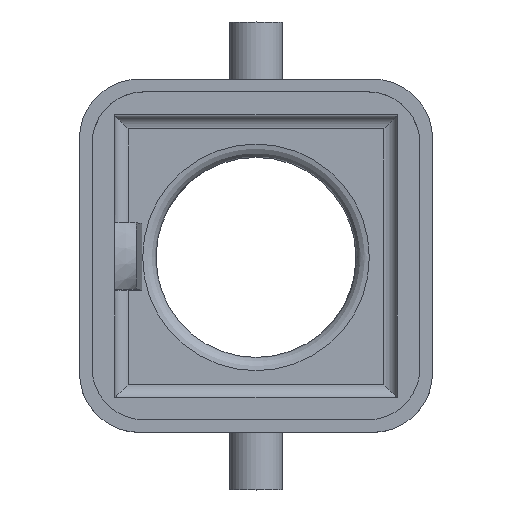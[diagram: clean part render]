
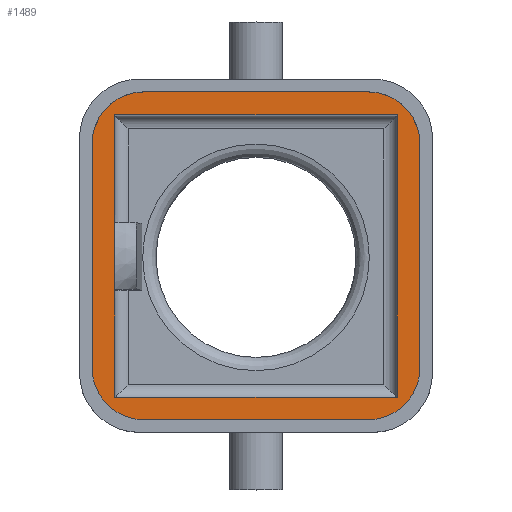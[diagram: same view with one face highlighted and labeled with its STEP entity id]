
A CAD part, top view. The second image highlights one B-rep face of the part: STEP entity #1489.
In plain terms, the highlighted planar face has unit normal (0, 0, 1).
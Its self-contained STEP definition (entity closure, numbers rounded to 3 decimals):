
#1489=ADVANCED_FACE('',(#1701,#1702),#1649,.F.);
#1649=PLANE('',#4727);
#1701=FACE_BOUND('',#1869,.T.);
#1702=FACE_BOUND('',#1870,.T.);
#1869=EDGE_LOOP('',(#3122,#3123,#3124,#3125));
#1870=EDGE_LOOP('',(#3126,#3127,#3128,#3129,#3130,#3131,#3132,#3133));
#2197=LINE('',#6902,#2521);
#2201=LINE('',#6912,#2525);
#2204=LINE('',#6920,#2528);
#2211=LINE('',#6950,#2535);
#2212=LINE('',#6955,#2536);
#2213=LINE('',#6959,#2537);
#2214=LINE('',#6963,#2538);
#2215=LINE('',#6967,#2539);
#2521=VECTOR('',#5291,1.);
#2525=VECTOR('',#5301,1.);
#2528=VECTOR('',#5310,1.);
#2535=VECTOR('',#5339,1.);
#2536=VECTOR('',#5344,1.);
#2537=VECTOR('',#5347,1.);
#2538=VECTOR('',#5350,1.);
#2539=VECTOR('',#5353,1.);
#3122=ORIENTED_EDGE('',*,*,#4105,.F.);
#3123=ORIENTED_EDGE('',*,*,#4110,.F.);
#3124=ORIENTED_EDGE('',*,*,#4114,.F.);
#3125=ORIENTED_EDGE('',*,*,#4127,.F.);
#3126=ORIENTED_EDGE('',*,*,#4128,.F.);
#3127=ORIENTED_EDGE('',*,*,#4129,.F.);
#3128=ORIENTED_EDGE('',*,*,#4130,.F.);
#3129=ORIENTED_EDGE('',*,*,#4131,.F.);
#3130=ORIENTED_EDGE('',*,*,#4132,.F.);
#3131=ORIENTED_EDGE('',*,*,#4133,.F.);
#3132=ORIENTED_EDGE('',*,*,#4134,.F.);
#3133=ORIENTED_EDGE('',*,*,#4135,.T.);
#3714=VERTEX_POINT('',#6901);
#3715=VERTEX_POINT('',#6903);
#3717=VERTEX_POINT('',#6911);
#3719=VERTEX_POINT('',#6919);
#3726=VERTEX_POINT('',#6953);
#3727=VERTEX_POINT('',#6954);
#3728=VERTEX_POINT('',#6956);
#3729=VERTEX_POINT('',#6958);
#3730=VERTEX_POINT('',#6960);
#3731=VERTEX_POINT('',#6962);
#3732=VERTEX_POINT('',#6964);
#3733=VERTEX_POINT('',#6966);
#4105=EDGE_CURVE('',#3714,#3715,#2197,.T.);
#4110=EDGE_CURVE('',#3717,#3714,#2201,.T.);
#4114=EDGE_CURVE('',#3719,#3717,#2204,.T.);
#4127=EDGE_CURVE('',#3715,#3719,#2211,.T.);
#4128=EDGE_CURVE('',#3726,#3727,#4353,.T.);
#4129=EDGE_CURVE('',#3728,#3726,#2212,.T.);
#4130=EDGE_CURVE('',#3729,#3728,#4354,.T.);
#4131=EDGE_CURVE('',#3730,#3729,#2213,.T.);
#4132=EDGE_CURVE('',#3731,#3730,#4355,.T.);
#4133=EDGE_CURVE('',#3732,#3731,#2214,.T.);
#4134=EDGE_CURVE('',#3733,#3732,#4356,.T.);
#4135=EDGE_CURVE('',#3733,#3727,#2215,.T.);
#4353=CIRCLE('',#4723,3.9);
#4354=CIRCLE('',#4724,3.9);
#4355=CIRCLE('',#4725,3.9);
#4356=CIRCLE('',#4726,3.9);
#4723=AXIS2_PLACEMENT_3D('',#6952,#5342,#5343);
#4724=AXIS2_PLACEMENT_3D('',#6957,#5345,#5346);
#4725=AXIS2_PLACEMENT_3D('',#6961,#5348,#5349);
#4726=AXIS2_PLACEMENT_3D('',#6965,#5351,#5352);
#4727=AXIS2_PLACEMENT_3D('',#6968,#5354,#5355);
#5291=DIRECTION('',(-1.,0.,0.));
#5301=DIRECTION('',(0.,1.,0.));
#5310=DIRECTION('',(1.,0.,0.));
#5339=DIRECTION('',(0.,-1.,0.));
#5342=DIRECTION('',(0.,0.,-1.));
#5343=DIRECTION('',(-1.,0.,0.));
#5344=DIRECTION('',(0.,1.,0.));
#5345=DIRECTION('',(0.,0.,-1.));
#5346=DIRECTION('',(0.,-1.,0.));
#5347=DIRECTION('',(-1.,0.,0.));
#5348=DIRECTION('',(0.,0.,-1.));
#5349=DIRECTION('',(1.,0.,0.));
#5350=DIRECTION('',(0.,-1.,0.));
#5351=DIRECTION('',(0.,0.,-1.));
#5352=DIRECTION('',(0.,1.,0.));
#5353=DIRECTION('',(-1.,0.,0.));
#5354=DIRECTION('',(0.,0.,-1.));
#5355=DIRECTION('',(1.,0.,0.));
#6901=CARTESIAN_POINT('',(10.6,10.6,10.6));
#6902=CARTESIAN_POINT('',(9.139,10.6,10.6));
#6903=CARTESIAN_POINT('',(-10.6,10.6,10.6));
#6911=CARTESIAN_POINT('',(10.6,-10.6,10.6));
#6912=CARTESIAN_POINT('',(10.6,-9.139,10.6));
#6919=CARTESIAN_POINT('',(-10.6,-10.6,10.6));
#6920=CARTESIAN_POINT('',(-9.139,-10.6,10.6));
#6950=CARTESIAN_POINT('',(-10.6,9.139,10.6));
#6952=CARTESIAN_POINT('',(-8.4,8.4,10.6));
#6953=CARTESIAN_POINT('',(-12.3,8.4,10.6));
#6954=CARTESIAN_POINT('',(-8.4,12.3,10.6));
#6955=CARTESIAN_POINT('',(-12.3,-8.4,10.6));
#6956=CARTESIAN_POINT('',(-12.3,-8.4,10.6));
#6957=CARTESIAN_POINT('',(-8.4,-8.4,10.6));
#6958=CARTESIAN_POINT('',(-8.4,-12.3,10.6));
#6959=CARTESIAN_POINT('',(8.4,-12.3,10.6));
#6960=CARTESIAN_POINT('',(8.4,-12.3,10.6));
#6961=CARTESIAN_POINT('',(8.4,-8.4,10.6));
#6962=CARTESIAN_POINT('',(12.3,-8.4,10.6));
#6963=CARTESIAN_POINT('',(12.3,8.4,10.6));
#6964=CARTESIAN_POINT('',(12.3,8.4,10.6));
#6965=CARTESIAN_POINT('',(8.4,8.4,10.6));
#6966=CARTESIAN_POINT('',(8.4,12.3,10.6));
#6967=CARTESIAN_POINT('',(8.4,12.3,10.6));
#6968=CARTESIAN_POINT('',(-12.915,12.915,10.6));
